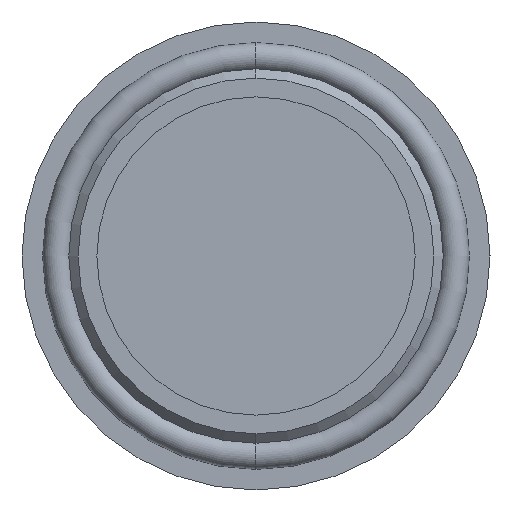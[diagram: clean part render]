
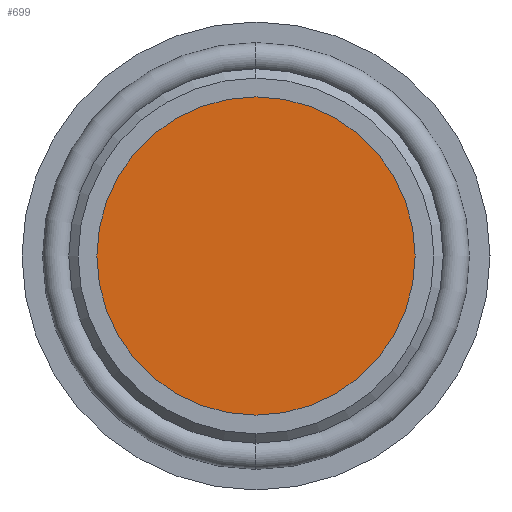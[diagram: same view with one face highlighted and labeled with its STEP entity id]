
A CAD part, front view. The second image highlights one B-rep face of the part: STEP entity #699.
In plain terms, the highlighted planar face has unit normal (0, -1, 0).
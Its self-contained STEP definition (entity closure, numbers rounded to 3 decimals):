
#79 = AXIS2_PLACEMENT_3D ( 'NONE', #460, #453, #452 ) ;
#97 = AXIS2_PLACEMENT_3D ( 'NONE', #322, #321, #320 ) ;
#131 = AXIS2_PLACEMENT_3D ( 'NONE', #389, #388, #387 ) ;
#135 = FACE_OUTER_BOUND ( 'NONE', #630, .T. ) ;
#320 = DIRECTION ( 'NONE',  ( 0., 0., 1. ) ) ;
#321 = DIRECTION ( 'NONE',  ( 0., 1., 0. ) ) ;
#322 = CARTESIAN_POINT ( 'NONE',  ( 0., -1.75, 0. ) ) ;
#387 = DIRECTION ( 'NONE',  ( 0., 0., -1. ) ) ;
#388 = DIRECTION ( 'NONE',  ( 0., -1., 0. ) ) ;
#389 = CARTESIAN_POINT ( 'NONE',  ( -8.5, -1.75, 0. ) ) ;
#390 = PLANE ( 'NONE',  #131 ) ;
#452 = DIRECTION ( 'NONE',  ( 0., 0., 1. ) ) ;
#453 = DIRECTION ( 'NONE',  ( 0., 1., 0. ) ) ;
#460 = CARTESIAN_POINT ( 'NONE',  ( 0., -1.75, 0. ) ) ;
#476 = CARTESIAN_POINT ( 'NONE',  ( 0., -1.75, -8.5 ) ) ;
#477 = CARTESIAN_POINT ( 'NONE',  ( 0., -1.75, 8.5 ) ) ;
#571 = ORIENTED_EDGE ( 'NONE', *, *, #721, .F. ) ;
#573 = ORIENTED_EDGE ( 'NONE', *, *, #678, .F. ) ;
#612 = VERTEX_POINT ( 'NONE', #477 ) ;
#613 = VERTEX_POINT ( 'NONE', #476 ) ;
#630 = EDGE_LOOP ( 'NONE', ( #571, #573 ) ) ;
#649 = CIRCLE ( 'NONE', #97, 8.5 ) ;
#670 = CIRCLE ( 'NONE', #79, 8.5 ) ;
#678 = EDGE_CURVE ( 'NONE', #613, #612, #670, .T. ) ;
#699 = ADVANCED_FACE ( 'NONE', ( #135 ), #390, .T. ) ;
#721 = EDGE_CURVE ( 'NONE', #612, #613, #649, .T. ) ;
